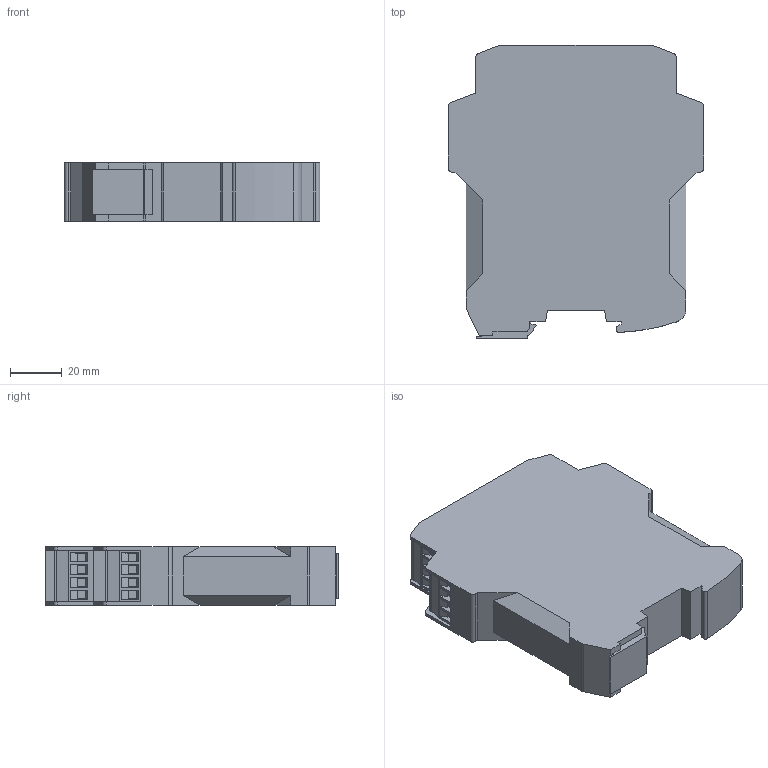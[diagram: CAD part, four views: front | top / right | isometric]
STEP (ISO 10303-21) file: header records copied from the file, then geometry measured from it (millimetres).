
FILE_DESCRIPTION(('SolidDesigner STEP Export'),'2;1');
FILE_NAME('2986038_PSR_SCP_24DC_TS_SDI8_SDIO4.stp','2011-04-13T13:48:28',(''),(''),'CoCreate Modeling STEP processor for AP214 (Solid Model)','CoCreate Modeling 16.00A 16-Aug-2008 (C) Parametric Technology GmbH','');
FILE_SCHEMA(('AUTOMOTIVE_DESIGN { 1 0 10303 214 1 1 1 1 }'));
Length unit declared in the file: millimetre
Products named in the file (2): 2986038_PSR_SCP_24DC_TS_SDI8_SDIO4
Assembly tree (1 placements, depth 2):
  2986038_PSR_SCP_24DC_TS_SDI8_SDIO4
    2986038_PSR_SCP_24DC_TS_SDI8_SDIO4
Bounding box: 99 x 113.6 x 22.6 mm (x, y, z)
Volume: 206554.5 mm3; surface area: 29570.4 mm2
Topology: 1 solids, 1 shells, 292 faces, 758 edges, 500 vertices
Faces by surface type: plane 245, cylinder 47
Entity records: 10842 total; most frequent: ORIENTED_EDGE 1516, CARTESIAN_POINT 1481, DIRECTION 1306, EDGE_CURVE 758, VECTOR 656, LINE 656, VERTEX_POINT 500, AXIS2_PLACEMENT_3D 325
